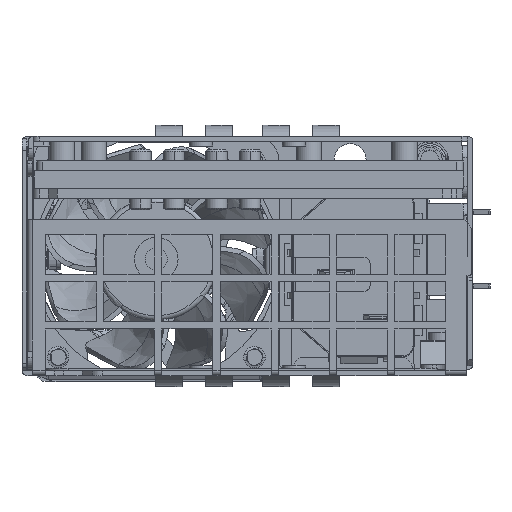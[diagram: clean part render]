
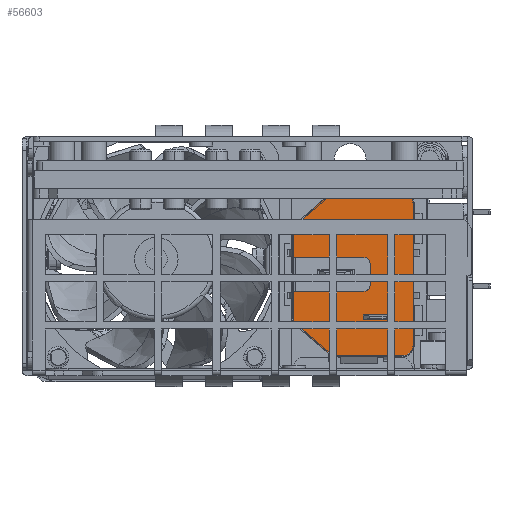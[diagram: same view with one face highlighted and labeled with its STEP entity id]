
A CAD part, front view. The second image highlights one B-rep face of the part: STEP entity #56603.
In plain terms, the highlighted planar face has unit normal (0, -1, 0).
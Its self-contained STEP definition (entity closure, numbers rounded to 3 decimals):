
#54752=DIRECTION('',(0.,0.,-1.));
#54753=VECTOR('',#54752,15.009);
#54754=CARTESIAN_POINT('',(26.25,134.025,-12.496));
#54755=LINE('',#54754,#54753);
#54756=DIRECTION('',(-0.722,0.,-0.692));
#54757=VECTOR('',#54756,8.3);
#54758=CARTESIAN_POINT('',(26.25,134.025,-27.504));
#54759=LINE('',#54758,#54757);
#54760=DIRECTION('',(-1.,0.,0.));
#54761=VECTOR('',#54760,12.01);
#54762=CARTESIAN_POINT('',(20.26,134.025,-33.25));
#54763=LINE('',#54762,#54761);
#54764=CARTESIAN_POINT('',(8.25,134.025,-31.75));
#54765=DIRECTION('',(0.,1.,0.));
#54766=DIRECTION('',(0.,0.,-1.));
#54767=AXIS2_PLACEMENT_3D('',#54764,#54765,#54766);
#54769=CARTESIAN_POINT('',(8.25,134.025,-8.25));
#54770=DIRECTION('',(0.,1.,0.));
#54771=DIRECTION('',(-1.,0.,0.));
#54772=AXIS2_PLACEMENT_3D('',#54769,#54770,#54771);
#54774=DIRECTION('',(1.,0.,0.));
#54775=VECTOR('',#54774,12.01);
#54776=CARTESIAN_POINT('',(8.25,134.025,-6.75));
#54777=LINE('',#54776,#54775);
#54778=DIRECTION('',(0.722,0.,-0.692));
#54779=VECTOR('',#54778,8.3);
#54780=CARTESIAN_POINT('',(20.26,134.025,
-6.75));
#54781=LINE('',#54780,#54779);
#54782=DIRECTION('',(0.,0.,-1.));
#54783=VECTOR('',#54782,0.8);
#54784=CARTESIAN_POINT('',(10.125,134.025,-12.6));
#54785=LINE('',#54784,#54783);
#54786=DIRECTION('',(1.,0.,0.));
#54787=VECTOR('',#54786,4.75);
#54788=CARTESIAN_POINT('',(10.125,134.025,-13.4));
#54789=LINE('',#54788,#54787);
#54790=DIRECTION('',(0.,0.,1.));
#54791=VECTOR('',#54790,0.8);
#54792=CARTESIAN_POINT('',(14.875,134.025,-13.4));
#54793=LINE('',#54792,#54791);
#54794=DIRECTION('',(-1.,0.,0.));
#54795=VECTOR('',#54794,4.75);
#54796=CARTESIAN_POINT('',(14.875,134.025,-12.6));
#54797=LINE('',#54796,#54795);
#54798=DIRECTION('',(-1.,0.,0.));
#54799=VECTOR('',#54798,11.);
#54800=CARTESIAN_POINT('',(25.05,134.025,-17.5));
#54801=LINE('',#54800,#54799);
#54802=DIRECTION('',(0.,0.,-1.));
#54803=VECTOR('',#54802,5.);
#54804=CARTESIAN_POINT('',(14.05,134.025,-17.5));
#54805=LINE('',#54804,#54803);
#54806=DIRECTION('',(1.,0.,0.));
#54807=VECTOR('',#54806,11.);
#54808=CARTESIAN_POINT('',(14.05,134.025,-22.5));
#54809=LINE('',#54808,#54807);
#54810=DIRECTION('',(0.,0.,1.));
#54811=VECTOR('',#54810,5.);
#54812=CARTESIAN_POINT('',(25.05,134.025,-22.5));
#54813=LINE('',#54812,#54811);
#54814=DIRECTION('',(0.,0.,-1.));
#54815=VECTOR('',#54814,0.8);
#54816=CARTESIAN_POINT('',(10.125,134.025,-26.6));
#54817=LINE('',#54816,#54815);
#54818=DIRECTION('',(1.,0.,0.));
#54819=VECTOR('',#54818,4.75);
#54820=CARTESIAN_POINT('',(10.125,134.025,-27.4));
#54821=LINE('',#54820,#54819);
#54822=DIRECTION('',(0.,0.,1.));
#54823=VECTOR('',#54822,0.8);
#54824=CARTESIAN_POINT('',(14.875,134.025,-27.4));
#54825=LINE('',#54824,#54823);
#54826=DIRECTION('',(-1.,0.,0.));
#54827=VECTOR('',#54826,4.75);
#54828=CARTESIAN_POINT('',(14.875,134.025,-26.6));
#54829=LINE('',#54828,#54827);
#55546=DIRECTION('',(0.,0.,-1.));
#55547=VECTOR('',#55546,23.5);
#55548=CARTESIAN_POINT('',(6.75,134.025,-8.25));
#55549=LINE('',#55548,#55547);
#56040=CARTESIAN_POINT('',(14.875,134.025,-13.4));
#56041=VERTEX_POINT('',#56040);
#56042=CARTESIAN_POINT('',(10.125,134.025,-13.4));
#56043=VERTEX_POINT('',#56042);
#56056=CARTESIAN_POINT('',(10.125,134.025,-12.6));
#56057=VERTEX_POINT('',#56056);
#56058=CARTESIAN_POINT('',(26.25,134.025,-12.496));
#56059=CARTESIAN_POINT('',(26.25,134.025,-27.504));
#56060=VERTEX_POINT('',#56058);
#56061=VERTEX_POINT('',#56059);
#56062=CARTESIAN_POINT('',(20.26,134.025,-33.25));
#56063=VERTEX_POINT('',#56062);
#56064=CARTESIAN_POINT('',(8.25,134.025,-33.25));
#56065=VERTEX_POINT('',#56064);
#56066=CARTESIAN_POINT('',(6.75,134.025,-31.75));
#56067=VERTEX_POINT('',#56066);
#56068=CARTESIAN_POINT('',(6.75,134.025,-8.25));
#56069=VERTEX_POINT('',#56068);
#56070=CARTESIAN_POINT('',(8.25,134.025,-6.75));
#56071=VERTEX_POINT('',#56070);
#56072=CARTESIAN_POINT('',(20.26,134.025,
-6.75));
#56073=VERTEX_POINT('',#56072);
#56074=CARTESIAN_POINT('',(14.875,134.025,-12.6));
#56075=VERTEX_POINT('',#56074);
#56076=CARTESIAN_POINT('',(25.05,134.025,-17.5));
#56077=CARTESIAN_POINT('',(14.05,134.025,-17.5));
#56078=VERTEX_POINT('',#56076);
#56079=VERTEX_POINT('',#56077);
#56080=CARTESIAN_POINT('',(14.05,134.025,-22.5));
#56081=VERTEX_POINT('',#56080);
#56082=CARTESIAN_POINT('',(25.05,134.025,-22.5));
#56083=VERTEX_POINT('',#56082);
#56084=CARTESIAN_POINT('',(10.125,134.025,-26.6));
#56085=CARTESIAN_POINT('',(10.125,134.025,-27.4));
#56086=VERTEX_POINT('',#56084);
#56087=VERTEX_POINT('',#56085);
#56088=CARTESIAN_POINT('',(14.875,134.025,-27.4));
#56089=VERTEX_POINT('',#56088);
#56090=CARTESIAN_POINT('',(14.875,134.025,-26.6));
#56091=VERTEX_POINT('',#56090);
#56552=CARTESIAN_POINT('',(0.,134.025,0.));
#56553=DIRECTION('',(0.,-1.,0.));
#56554=DIRECTION('',(1.,0.,0.));
#56555=AXIS2_PLACEMENT_3D('',#56552,#56553,#56554);
#56556=PLANE('',#56555);
#56558=ORIENTED_EDGE('',*,*,#56557,.T.);
#56560=ORIENTED_EDGE('',*,*,#56559,.T.);
#56562=ORIENTED_EDGE('',*,*,#56561,.T.);
#56564=ORIENTED_EDGE('',*,*,#56563,.T.);
#56566=ORIENTED_EDGE('',*,*,#56565,.F.);
#56568=ORIENTED_EDGE('',*,*,#56567,.T.);
#56570=ORIENTED_EDGE('',*,*,#56569,.T.);
#56572=ORIENTED_EDGE('',*,*,#56571,.T.);
#56573=EDGE_LOOP('',(#56558,#56560,#56562,#56564,#56566,#56568,#56570,#56572));
#56574=FACE_OUTER_BOUND('',#56573,.F.);
#56575=ORIENTED_EDGE('',*,*,#56545,.T.);
#56576=ORIENTED_EDGE('',*,*,#56455,.T.);
#56578=ORIENTED_EDGE('',*,*,#56577,.T.);
#56580=ORIENTED_EDGE('',*,*,#56579,.T.);
#56581=EDGE_LOOP('',(#56575,#56576,#56578,#56580));
#56582=FACE_BOUND('',#56581,.F.);
#56584=ORIENTED_EDGE('',*,*,#56583,.T.);
#56586=ORIENTED_EDGE('',*,*,#56585,.T.);
#56588=ORIENTED_EDGE('',*,*,#56587,.T.);
#56590=ORIENTED_EDGE('',*,*,#56589,.T.);
#56591=EDGE_LOOP('',(#56584,#56586,#56588,#56590));
#56592=FACE_BOUND('',#56591,.F.);
#56594=ORIENTED_EDGE('',*,*,#56593,.T.);
#56596=ORIENTED_EDGE('',*,*,#56595,.T.);
#56598=ORIENTED_EDGE('',*,*,#56597,.T.);
#56600=ORIENTED_EDGE('',*,*,#56599,.T.);
#56601=EDGE_LOOP('',(#56594,#56596,#56598,#56600));
#56602=FACE_BOUND('',#56601,.F.);
#54768=CIRCLE('',#54767,1.5);
#54773=CIRCLE('',#54772,1.5);
#56455=EDGE_CURVE('',#56043,#56041,#54789,.T.);
#56545=EDGE_CURVE('',#56057,#56043,#54785,.T.);
#56557=EDGE_CURVE('',#56060,#56061,#54755,.T.);
#56559=EDGE_CURVE('',#56061,#56063,#54759,.T.);
#56561=EDGE_CURVE('',#56063,#56065,#54763,.T.);
#56563=EDGE_CURVE('',#56065,#56067,#54768,.T.);
#56565=EDGE_CURVE('',#56069,#56067,#55549,.T.);
#56567=EDGE_CURVE('',#56069,#56071,#54773,.T.);
#56569=EDGE_CURVE('',#56071,#56073,#54777,.T.);
#56571=EDGE_CURVE('',#56073,#56060,#54781,.T.);
#56577=EDGE_CURVE('',#56041,#56075,#54793,.T.);
#56579=EDGE_CURVE('',#56075,#56057,#54797,.T.);
#56583=EDGE_CURVE('',#56078,#56079,#54801,.T.);
#56585=EDGE_CURVE('',#56079,#56081,#54805,.T.);
#56587=EDGE_CURVE('',#56081,#56083,#54809,.T.);
#56589=EDGE_CURVE('',#56083,#56078,#54813,.T.);
#56593=EDGE_CURVE('',#56086,#56087,#54817,.T.);
#56595=EDGE_CURVE('',#56087,#56089,#54821,.T.);
#56597=EDGE_CURVE('',#56089,#56091,#54825,.T.);
#56599=EDGE_CURVE('',#56091,#56086,#54829,.T.);
#56603=ADVANCED_FACE('',(#56574,#56582,#56592,#56602),#56556,.T.);
